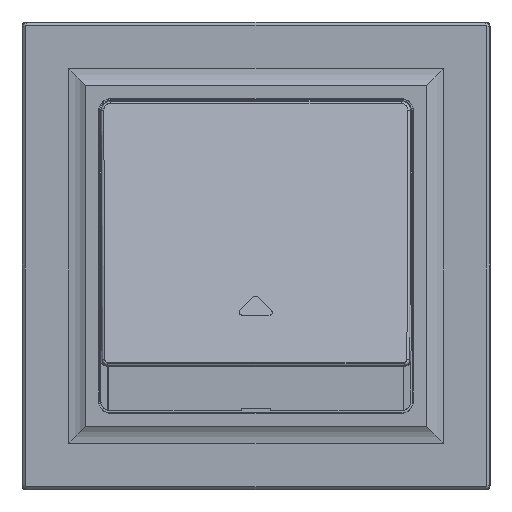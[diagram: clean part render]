
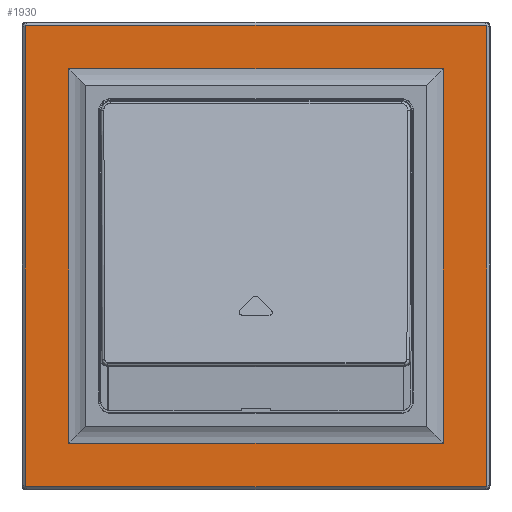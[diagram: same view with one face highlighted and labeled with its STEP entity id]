
A CAD part, top view. The second image highlights one B-rep face of the part: STEP entity #1930.
In plain terms, the highlighted planar face has unit normal (0, 0, 1).
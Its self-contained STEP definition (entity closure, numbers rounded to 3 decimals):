
#231 = ORIENTED_EDGE ( 'NONE', *, *, #4014, .T. ) ;
#352 = FACE_BOUND ( 'NONE', #8417, .T. ) ;
#363 = VERTEX_POINT ( 'NONE', #1304 ) ;
#457 = ORIENTED_EDGE ( 'NONE', *, *, #12253, .T. ) ;
#570 = LINE ( 'NONE', #12211, #893 ) ;
#699 = DIRECTION ( 'NONE',  ( 0., 1., 0. ) ) ;
#737 = VECTOR ( 'NONE', #4071, 1000. ) ;
#893 = VECTOR ( 'NONE', #1835, 1000. ) ;
#1133 = CARTESIAN_POINT ( 'NONE',  ( 82.402, 82.948, 0. ) ) ;
#1268 = AXIS2_PLACEMENT_3D ( 'NONE', #10479, #6587, #2885 ) ;
#1304 = CARTESIAN_POINT ( 'NONE',  ( 0., 82.948, 0. ) ) ;
#1611 = EDGE_CURVE ( 'NONE', #6448, #363, #9228, .T. ) ;
#1733 = CARTESIAN_POINT ( 'NONE',  ( 82.646, 82.817, 0. ) ) ;
#1835 = DIRECTION ( 'NONE',  ( 1., 0., 0. ) ) ;
#1909 = CARTESIAN_POINT ( 'NONE',  ( 0., 0., 0. ) ) ;
#1930 = ADVANCED_FACE ( 'NONE', ( #352, #14446 ), #14527, .T. ) ;
#2402 = B_SPLINE_CURVE_WITH_KNOTS ( 'NONE', 3,
 ( #6880, #10939, #1733, #5780, #14729, #15818 ),
 .UNSPECIFIED., .F., .F.,
 ( 4, 2, 4 ),
 ( 0., 0.5, 1. ),
 .UNSPECIFIED. ) ;
#2535 = DIRECTION ( 'NONE',  ( 0., 1., 0. ) ) ;
#2885 = DIRECTION ( 'NONE',  ( 1., 0., 0. ) ) ;
#3252 = CARTESIAN_POINT ( 'NONE',  ( -0.072, 0., 0. ) ) ;
#3392 = CARTESIAN_POINT ( 'NONE',  ( -0.273, 82.675, 0. ) ) ;
#4014 = EDGE_CURVE ( 'NONE', #5865, #7806, #4542, .T. ) ;
#4071 = DIRECTION ( 'NONE',  ( -1., 0., 0. ) ) ;
#4434 = CARTESIAN_POINT ( 'NONE',  ( 82.402, 0., 0. ) ) ;
#4473 = VECTOR ( 'NONE', #8923, 1000. ) ;
#4542 = B_SPLINE_CURVE_WITH_KNOTS ( 'NONE', 3,
 ( #8245, #5951, #11036, #10861, #3252, #1909 ),
 .UNSPECIFIED., .F., .F.,
 ( 4, 2, 4 ),
 ( 0., 0.5, 1. ),
 .UNSPECIFIED. ) ;
#4651 = LINE ( 'NONE', #15514, #13099 ) ;
#4875 = CARTESIAN_POINT ( 'NONE',  ( 74.844, 75.117, 0. ) ) ;
#4901 = EDGE_CURVE ( 'NONE', #13976, #5865, #12894, .T. ) ;
#5006 = CARTESIAN_POINT ( 'NONE',  ( 11.559, 7.831, 0. ) ) ;
#5089 = DIRECTION ( 'NONE',  ( -1., 0., 0. ) ) ;
#5144 = ORIENTED_EDGE ( 'NONE', *, *, #1611, .T. ) ;
#5234 = CARTESIAN_POINT ( 'NONE',  ( 82.474, 0., 0. ) ) ;
#5415 = CARTESIAN_POINT ( 'NONE',  ( 82.675, 82.675, 0. ) ) ;
#5648 = CARTESIAN_POINT ( 'NONE',  ( -0.273, 82.675, 0. ) ) ;
#5780 = CARTESIAN_POINT ( 'NONE',  ( 82.544, 82.918, 0. ) ) ;
#5865 = VERTEX_POINT ( 'NONE', #6034 ) ;
#5951 = CARTESIAN_POINT ( 'NONE',  ( -0.273, 0.201, 0. ) ) ;
#5995 = VECTOR ( 'NONE', #7343, 1000. ) ;
#6034 = CARTESIAN_POINT ( 'NONE',  ( -0.273, 0.273, 0. ) ) ;
#6174 = CARTESIAN_POINT ( 'NONE',  ( 7.558, 75.117, 0. ) ) ;
#6232 = VECTOR ( 'NONE', #2535, 1000. ) ;
#6270 = LINE ( 'NONE', #5006, #8298 ) ;
#6448 = VERTEX_POINT ( 'NONE', #1133 ) ;
#6578 = CARTESIAN_POINT ( 'NONE',  ( 82.646, 0.13, 0. ) ) ;
#6587 = DIRECTION ( 'NONE',  ( 0., 0., 1. ) ) ;
#6753 = EDGE_CURVE ( 'NONE', #363, #13976, #12322, .T. ) ;
#6828 = CARTESIAN_POINT ( 'NONE',  ( 74.844, 7.831, 0. ) ) ;
#6880 = CARTESIAN_POINT ( 'NONE',  ( 82.675, 82.675, 0. ) ) ;
#7035 = CARTESIAN_POINT ( 'NONE',  ( -0.142, 82.918, 0. ) ) ;
#7079 = EDGE_CURVE ( 'NONE', #7350, #7671, #14946, .T. ) ;
#7343 = DIRECTION ( 'NONE',  ( 0., -1., 0. ) ) ;
#7350 = VERTEX_POINT ( 'NONE', #4434 ) ;
#7353 = CARTESIAN_POINT ( 'NONE',  ( -0.273, 82.746, 0. ) ) ;
#7571 = CARTESIAN_POINT ( 'NONE',  ( -0.273, 41.474, 0. ) ) ;
#7622 = ORIENTED_EDGE ( 'NONE', *, *, #14741, .T. ) ;
#7665 = ORIENTED_EDGE ( 'NONE', *, *, #7904, .T. ) ;
#7671 = VERTEX_POINT ( 'NONE', #10838 ) ;
#7765 = ORIENTED_EDGE ( 'NONE', *, *, #4901, .T. ) ;
#7806 = VERTEX_POINT ( 'NONE', #8462 ) ;
#7904 = EDGE_CURVE ( 'NONE', #7671, #14584, #8700, .T. ) ;
#7980 = VERTEX_POINT ( 'NONE', #6174 ) ;
#8245 = CARTESIAN_POINT ( 'NONE',  ( -0.273, 0.273, 0. ) ) ;
#8298 = VECTOR ( 'NONE', #5089, 1000. ) ;
#8417 = EDGE_LOOP ( 'NONE', ( #12307, #7622, #11661, #16007 ) ) ;
#8462 = CARTESIAN_POINT ( 'NONE',  ( 0., 0., 0. ) ) ;
#8518 = VECTOR ( 'NONE', #699, 1000. ) ;
#8700 = LINE ( 'NONE', #12920, #6232 ) ;
#8921 = EDGE_CURVE ( 'NONE', #10500, #9170, #10042, .T. ) ;
#8923 = DIRECTION ( 'NONE',  ( 0., -1., 0. ) ) ;
#9170 = VERTEX_POINT ( 'NONE', #6828 ) ;
#9228 = LINE ( 'NONE', #10501, #737 ) ;
#9565 = EDGE_CURVE ( 'NONE', #7806, #7350, #570, .T. ) ;
#9870 = CARTESIAN_POINT ( 'NONE',  ( 7.558, 7.831, 0. ) ) ;
#10042 = LINE ( 'NONE', #16362, #5995 ) ;
#10135 = ORIENTED_EDGE ( 'NONE', *, *, #7079, .T. ) ;
#10390 = CARTESIAN_POINT ( 'NONE',  ( 82.675, 0.201, 0. ) ) ;
#10479 = CARTESIAN_POINT ( 'NONE',  ( 41.201, 41.474, 0. ) ) ;
#10500 = VERTEX_POINT ( 'NONE', #4875 ) ;
#10501 = CARTESIAN_POINT ( 'NONE',  ( 41.201, 82.948, 0. ) ) ;
#10838 = CARTESIAN_POINT ( 'NONE',  ( 82.675, 0.273, 0. ) ) ;
#10861 = CARTESIAN_POINT ( 'NONE',  ( -0.142, 0.029, 0. ) ) ;
#10939 = CARTESIAN_POINT ( 'NONE',  ( 82.675, 82.746, 0. ) ) ;
#11036 = CARTESIAN_POINT ( 'NONE',  ( -0.243, 0.13, 0. ) ) ;
#11084 = CARTESIAN_POINT ( 'NONE',  ( -0.072, 82.948, 0. ) ) ;
#11657 = CARTESIAN_POINT ( 'NONE',  ( 82.402, 0., 0. ) ) ;
#11661 = ORIENTED_EDGE ( 'NONE', *, *, #14927, .T. ) ;
#11740 = CARTESIAN_POINT ( 'NONE',  ( 82.544, 0.029, 0. ) ) ;
#11958 = VERTEX_POINT ( 'NONE', #9870 ) ;
#12101 = CARTESIAN_POINT ( 'NONE',  ( 7.558, 71.117, 0. ) ) ;
#12211 = CARTESIAN_POINT ( 'NONE',  ( 41.201, 0., 0. ) ) ;
#12253 = EDGE_CURVE ( 'NONE', #14584, #6448, #2402, .T. ) ;
#12307 = ORIENTED_EDGE ( 'NONE', *, *, #16227, .T. ) ;
#12322 = B_SPLINE_CURVE_WITH_KNOTS ( 'NONE', 3,
 ( #16129, #11084, #7035, #13768, #7353, #3392 ),
 .UNSPECIFIED., .F., .F.,
 ( 4, 2, 4 ),
 ( 0., 0.5, 1. ),
 .UNSPECIFIED. ) ;
#12675 = ORIENTED_EDGE ( 'NONE', *, *, #9565, .T. ) ;
#12894 = LINE ( 'NONE', #7571, #4473 ) ;
#12920 = CARTESIAN_POINT ( 'NONE',  ( 82.675, 41.474, 0. ) ) ;
#13099 = VECTOR ( 'NONE', #14088, 1000. ) ;
#13768 = CARTESIAN_POINT ( 'NONE',  ( -0.243, 82.817, 0. ) ) ;
#13976 = VERTEX_POINT ( 'NONE', #5648 ) ;
#14003 = EDGE_LOOP ( 'NONE', ( #12675, #10135, #7665, #457, #5144, #15435, #7765, #231 ) ) ;
#14088 = DIRECTION ( 'NONE',  ( 1., 0., 0. ) ) ;
#14446 = FACE_OUTER_BOUND ( 'NONE', #14003, .T. ) ;
#14452 = LINE ( 'NONE', #12101, #8518 ) ;
#14527 = PLANE ( 'NONE',  #1268 ) ;
#14584 = VERTEX_POINT ( 'NONE', #5415 ) ;
#14729 = CARTESIAN_POINT ( 'NONE',  ( 82.474, 82.948, 0. ) ) ;
#14741 = EDGE_CURVE ( 'NONE', #11958, #7980, #14452, .T. ) ;
#14927 = EDGE_CURVE ( 'NONE', #7980, #10500, #4651, .T. ) ;
#14946 = B_SPLINE_CURVE_WITH_KNOTS ( 'NONE', 3,
 ( #11657, #5234, #11740, #6578, #10390, #15524 ),
 .UNSPECIFIED., .F., .F.,
 ( 4, 2, 4 ),
 ( 0., 0.5, 1. ),
 .UNSPECIFIED. ) ;
#15435 = ORIENTED_EDGE ( 'NONE', *, *, #6753, .T. ) ;
#15514 = CARTESIAN_POINT ( 'NONE',  ( 70.844, 75.117, 0. ) ) ;
#15524 = CARTESIAN_POINT ( 'NONE',  ( 82.675, 0.273, 0. ) ) ;
#15818 = CARTESIAN_POINT ( 'NONE',  ( 82.402, 82.948, 0. ) ) ;
#16007 = ORIENTED_EDGE ( 'NONE', *, *, #8921, .T. ) ;
#16129 = CARTESIAN_POINT ( 'NONE',  ( 0., 82.948, 0. ) ) ;
#16227 = EDGE_CURVE ( 'NONE', #9170, #11958, #6270, .T. ) ;
#16362 = CARTESIAN_POINT ( 'NONE',  ( 74.844, 11.831, 0. ) ) ;
